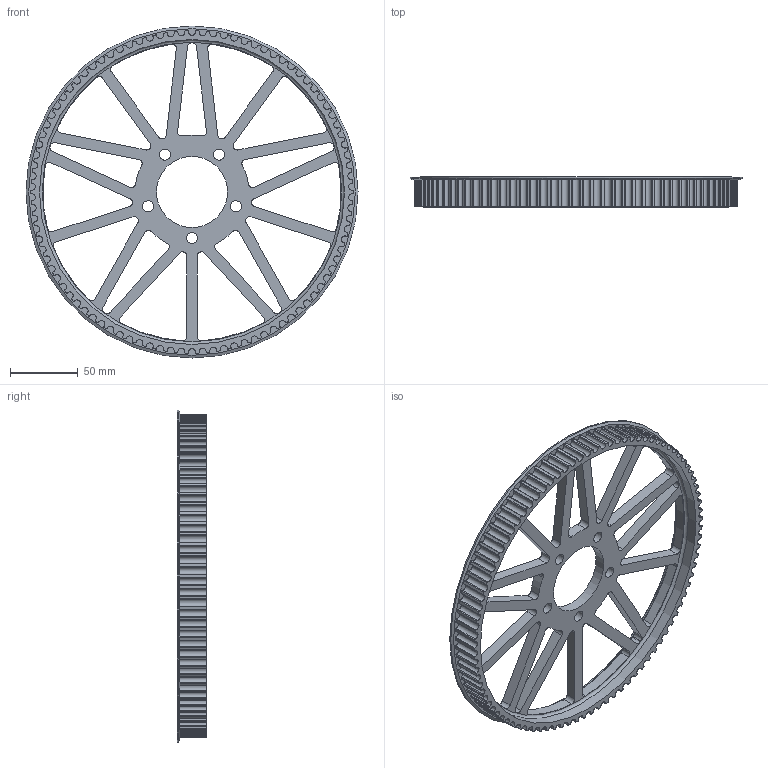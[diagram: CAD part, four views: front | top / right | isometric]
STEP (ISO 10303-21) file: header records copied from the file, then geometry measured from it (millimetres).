
FILE_DESCRIPTION(/* description */ (''),/* implementation_level */ '2;1');
FILE_NAME(/* name */ 'pulley_rear_full_v2.stp',/* time_stamp */ '2024-12-20T23:25:54+03:00',/* author */ ('FlyMan'),/* organization */ (''),/* preprocessor_version */ 'ST-DEVELOPER v18.1',/* originating_system */ 'Autodesk Inventor 2022',/* authorisation */ '');
FILE_SCHEMA (('AUTOMOTIVE_DESIGN { 1 0 10303 214 3 1 1 }'));
Length unit declared in the file: millimetre
Products named in the file (1): pulley_rear_full_v2
Bounding box: 245 x 22 x 245 mm (x, y, z)
Volume: 189920.6 mm3; surface area: 97566.4 mm2
Topology: 1 solids, 1 shells, 494 faces, 1467 edges, 978 vertices
Faces by surface type: cylinder 455, plane 35, cone 2, torus 2
Full cylindrical faces by diameter (mm): 8.2 x5, 52.4 x1, 225 x2, 245 x1
Entity records: 17236 total; most frequent: DIRECTION 3377, CARTESIAN_POINT 2940, ORIENTED_EDGE 2934, EDGE_CURVE 1467, AXIS2_PLACEMENT_3D 1415, VERTEX_POINT 978, CIRCLE 920, LINE 547
